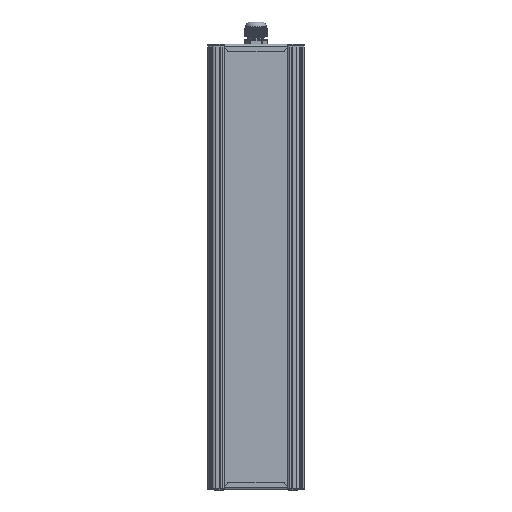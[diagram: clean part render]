
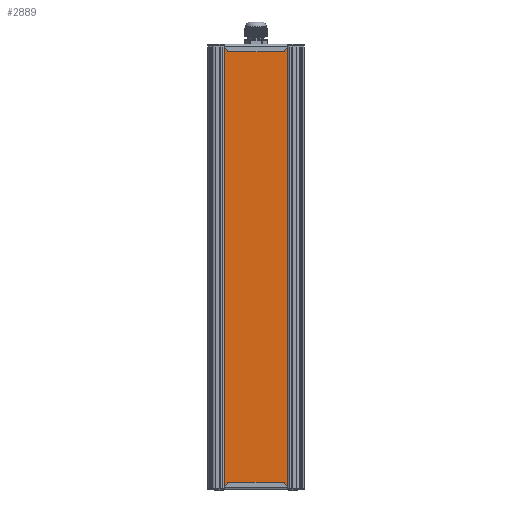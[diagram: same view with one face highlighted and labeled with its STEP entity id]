
A CAD part, front view. The second image highlights one B-rep face of the part: STEP entity #2889.
In plain terms, the highlighted face is planar.
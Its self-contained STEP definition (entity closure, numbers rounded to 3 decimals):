
#2889=ADVANCED_FACE('',(#12907),#12909,.T.);
#12907=FACE_BOUND('',#12908,.T.);
#12908=EDGE_LOOP('',(#24729,#24730,#24731,#24732));
#12909=PLANE('',#12910);
#12910=AXIS2_PLACEMENT_3D('',#12911,#12912,#12913);
#12911=CARTESIAN_POINT('',(120.465,593.492,117.308));
#12912=DIRECTION('',(0.,0.,-1.));
#12913=DIRECTION('',(0.,1.,0.));
#24729=ORIENTED_EDGE('',*,*,#31039,.T.);
#24730=ORIENTED_EDGE('',*,*,#31041,.F.);
#24731=ORIENTED_EDGE('',*,*,#31042,.F.);
#24732=ORIENTED_EDGE('',*,*,#31043,.T.);
#31039=EDGE_CURVE('',#36529,#36527,#36530,.T.);
#31041=EDGE_CURVE('',#36532,#36527,#36533,.T.);
#31042=EDGE_CURVE('',#36534,#36532,#36535,.T.);
#31043=EDGE_CURVE('',#36534,#36529,#36536,.T.);
#36527=VERTEX_POINT('',#55127);
#36529=VERTEX_POINT('',#55131);
#36530=LINE('',#55132,#55133);
#36532=VERTEX_POINT('',#55138);
#36533=LINE('',#55139,#55140);
#36534=VERTEX_POINT('',#55142);
#36535=LINE('',#55143,#55144);
#36536=LINE('',#55146,#55147);
#55127=CARTESIAN_POINT('',(526.465,679.838,117.308));
#55131=CARTESIAN_POINT('',(10.465,679.838,117.308));
#55132=CARTESIAN_POINT('',(10.465,679.838,117.308));
#55133=VECTOR('',#55134,1.);
#55134=DIRECTION('',(1.,0.,0.));
#55138=CARTESIAN_POINT('',(526.465,593.492,117.308));
#55139=CARTESIAN_POINT('',(526.465,593.492,117.308));
#55140=VECTOR('',#55141,1.);
#55141=DIRECTION('',(0.,1.,0.));
#55142=CARTESIAN_POINT('',(10.465,593.492,117.308));
#55143=CARTESIAN_POINT('',(10.465,593.492,117.308));
#55144=VECTOR('',#55145,1.);
#55145=DIRECTION('',(1.,0.,0.));
#55146=CARTESIAN_POINT('',(10.465,593.492,117.308));
#55147=VECTOR('',#55148,1.);
#55148=DIRECTION('',(0.,1.,0.));
